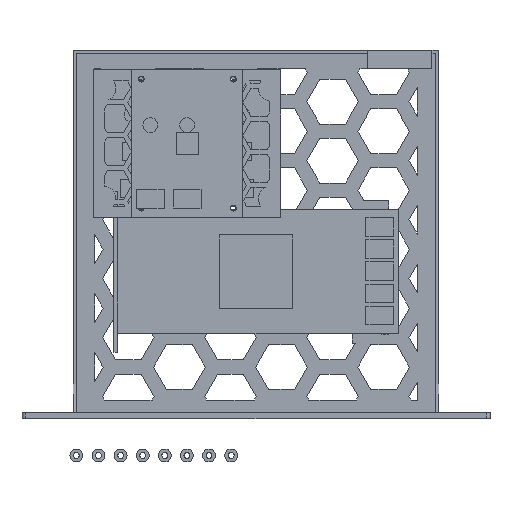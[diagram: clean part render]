
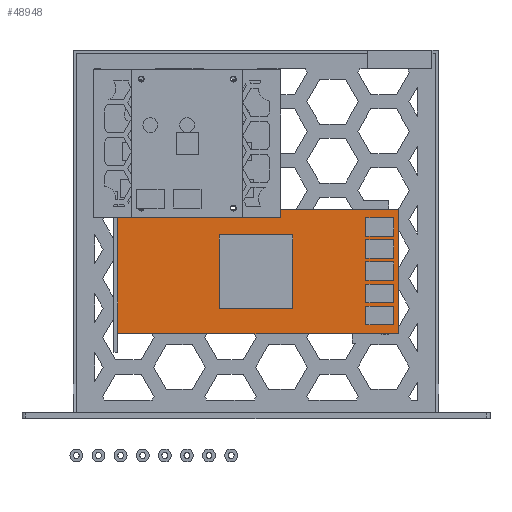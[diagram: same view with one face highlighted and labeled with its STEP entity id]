
A CAD part, top view. The second image highlights one B-rep face of the part: STEP entity #48948.
In plain terms, the highlighted planar face has unit normal (0, 0, 1).
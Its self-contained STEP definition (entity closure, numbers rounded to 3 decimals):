
#48634 = VERTEX_POINT('',#48635);
#48635 = CARTESIAN_POINT('',(0.,0.,1.6));
#48642 = PLANE('',#48643);
#48643 = AXIS2_PLACEMENT_3D('',#48644,#48645,#48646);
#48644 = CARTESIAN_POINT('',(0.,0.,0.));
#48645 = DIRECTION('',(1.,0.,-0.));
#48646 = DIRECTION('',(0.,0.,1.));
#48654 = PLANE('',#48655);
#48655 = AXIS2_PLACEMENT_3D('',#48656,#48657,#48658);
#48656 = CARTESIAN_POINT('',(0.,0.,0.));
#48657 = DIRECTION('',(-0.,1.,0.));
#48658 = DIRECTION('',(0.,0.,1.));
#48695 = VERTEX_POINT('',#48696);
#48696 = CARTESIAN_POINT('',(0.,67.3,1.6));
#48710 = PLANE('',#48711);
#48711 = AXIS2_PLACEMENT_3D('',#48712,#48713,#48714);
#48712 = CARTESIAN_POINT('',(0.,67.3,0.));
#48713 = DIRECTION('',(-0.,1.,0.));
#48714 = DIRECTION('',(0.,0.,1.));
#48722 = EDGE_CURVE('',#48634,#48695,#48723,.T.);
#48723 = SURFACE_CURVE('',#48724,(#48728,#48735),.PCURVE_S1.);
#48724 = LINE('',#48725,#48726);
#48725 = CARTESIAN_POINT('',(0.,0.,1.6));
#48726 = VECTOR('',#48727,1.);
#48727 = DIRECTION('',(-0.,1.,0.));
#48728 = PCURVE('',#48642,#48729);
#48729 = DEFINITIONAL_REPRESENTATION('',(#48730),#48734);
#48730 = LINE('',#48731,#48732);
#48731 = CARTESIAN_POINT('',(1.6,0.));
#48732 = VECTOR('',#48733,1.);
#48733 = DIRECTION('',(0.,-1.));
#48734 = ( GEOMETRIC_REPRESENTATION_CONTEXT(2) 
PARAMETRIC_REPRESENTATION_CONTEXT() REPRESENTATION_CONTEXT('2D SPACE',''
  ) );
#48735 = PCURVE('',#48736,#48741);
#48736 = PLANE('',#48737);
#48737 = AXIS2_PLACEMENT_3D('',#48738,#48739,#48740);
#48738 = CARTESIAN_POINT('',(0.,0.,1.6));
#48739 = DIRECTION('',(0.,0.,1.));
#48740 = DIRECTION('',(1.,0.,-0.));
#48741 = DEFINITIONAL_REPRESENTATION('',(#48742),#48746);
#48742 = LINE('',#48743,#48744);
#48743 = CARTESIAN_POINT('',(0.,0.));
#48744 = VECTOR('',#48745,1.);
#48745 = DIRECTION('',(0.,1.));
#48746 = ( GEOMETRIC_REPRESENTATION_CONTEXT(2) 
PARAMETRIC_REPRESENTATION_CONTEXT() REPRESENTATION_CONTEXT('2D SPACE',''
  ) );
#48754 = VERTEX_POINT('',#48755);
#48755 = CARTESIAN_POINT('',(154.3,0.,1.6));
#48762 = PLANE('',#48763);
#48763 = AXIS2_PLACEMENT_3D('',#48764,#48765,#48766);
#48764 = CARTESIAN_POINT('',(154.3,0.,0.));
#48765 = DIRECTION('',(1.,0.,-0.));
#48766 = DIRECTION('',(0.,0.,1.));
#48805 = VERTEX_POINT('',#48806);
#48806 = CARTESIAN_POINT('',(154.3,67.3,1.6));
#48827 = EDGE_CURVE('',#48754,#48805,#48828,.T.);
#48828 = SURFACE_CURVE('',#48829,(#48833,#48840),.PCURVE_S1.);
#48829 = LINE('',#48830,#48831);
#48830 = CARTESIAN_POINT('',(154.3,0.,1.6));
#48831 = VECTOR('',#48832,1.);
#48832 = DIRECTION('',(-0.,1.,0.));
#48833 = PCURVE('',#48762,#48834);
#48834 = DEFINITIONAL_REPRESENTATION('',(#48835),#48839);
#48835 = LINE('',#48836,#48837);
#48836 = CARTESIAN_POINT('',(1.6,0.));
#48837 = VECTOR('',#48838,1.);
#48838 = DIRECTION('',(0.,-1.));
#48839 = ( GEOMETRIC_REPRESENTATION_CONTEXT(2) 
PARAMETRIC_REPRESENTATION_CONTEXT() REPRESENTATION_CONTEXT('2D SPACE',''
  ) );
#48840 = PCURVE('',#48736,#48841);
#48841 = DEFINITIONAL_REPRESENTATION('',(#48842),#48846);
#48842 = LINE('',#48843,#48844);
#48843 = CARTESIAN_POINT('',(154.3,0.));
#48844 = VECTOR('',#48845,1.);
#48845 = DIRECTION('',(0.,1.));
#48846 = ( GEOMETRIC_REPRESENTATION_CONTEXT(2) 
PARAMETRIC_REPRESENTATION_CONTEXT() REPRESENTATION_CONTEXT('2D SPACE',''
  ) );
#48873 = EDGE_CURVE('',#48634,#48754,#48874,.T.);
#48874 = SURFACE_CURVE('',#48875,(#48879,#48886),.PCURVE_S1.);
#48875 = LINE('',#48876,#48877);
#48876 = CARTESIAN_POINT('',(0.,0.,1.6));
#48877 = VECTOR('',#48878,1.);
#48878 = DIRECTION('',(1.,0.,-0.));
#48879 = PCURVE('',#48654,#48880);
#48880 = DEFINITIONAL_REPRESENTATION('',(#48881),#48885);
#48881 = LINE('',#48882,#48883);
#48882 = CARTESIAN_POINT('',(1.6,0.));
#48883 = VECTOR('',#48884,1.);
#48884 = DIRECTION('',(0.,1.));
#48885 = ( GEOMETRIC_REPRESENTATION_CONTEXT(2) 
PARAMETRIC_REPRESENTATION_CONTEXT() REPRESENTATION_CONTEXT('2D SPACE',''
  ) );
#48886 = PCURVE('',#48736,#48887);
#48887 = DEFINITIONAL_REPRESENTATION('',(#48888),#48892);
#48888 = LINE('',#48889,#48890);
#48889 = CARTESIAN_POINT('',(0.,0.));
#48890 = VECTOR('',#48891,1.);
#48891 = DIRECTION('',(1.,0.));
#48892 = ( GEOMETRIC_REPRESENTATION_CONTEXT(2) 
PARAMETRIC_REPRESENTATION_CONTEXT() REPRESENTATION_CONTEXT('2D SPACE',''
  ) );
#48920 = EDGE_CURVE('',#48695,#48805,#48921,.T.);
#48921 = SURFACE_CURVE('',#48922,(#48926,#48933),.PCURVE_S1.);
#48922 = LINE('',#48923,#48924);
#48923 = CARTESIAN_POINT('',(0.,67.3,1.6));
#48924 = VECTOR('',#48925,1.);
#48925 = DIRECTION('',(1.,0.,-0.));
#48926 = PCURVE('',#48710,#48927);
#48927 = DEFINITIONAL_REPRESENTATION('',(#48928),#48932);
#48928 = LINE('',#48929,#48930);
#48929 = CARTESIAN_POINT('',(1.6,0.));
#48930 = VECTOR('',#48931,1.);
#48931 = DIRECTION('',(0.,1.));
#48932 = ( GEOMETRIC_REPRESENTATION_CONTEXT(2) 
PARAMETRIC_REPRESENTATION_CONTEXT() REPRESENTATION_CONTEXT('2D SPACE',''
  ) );
#48933 = PCURVE('',#48736,#48934);
#48934 = DEFINITIONAL_REPRESENTATION('',(#48935),#48939);
#48935 = LINE('',#48936,#48937);
#48936 = CARTESIAN_POINT('',(0.,67.3));
#48937 = VECTOR('',#48938,1.);
#48938 = DIRECTION('',(1.,0.));
#48939 = ( GEOMETRIC_REPRESENTATION_CONTEXT(2) 
PARAMETRIC_REPRESENTATION_CONTEXT() REPRESENTATION_CONTEXT('2D SPACE',''
  ) );
#48948 = ADVANCED_FACE('',(#48949),#48736,.T.);
#48949 = FACE_BOUND('',#48950,.T.);
#48950 = EDGE_LOOP('',(#48951,#48952,#48953,#48954));
#48951 = ORIENTED_EDGE('',*,*,#48722,.F.);
#48952 = ORIENTED_EDGE('',*,*,#48873,.T.);
#48953 = ORIENTED_EDGE('',*,*,#48827,.T.);
#48954 = ORIENTED_EDGE('',*,*,#48920,.F.);
